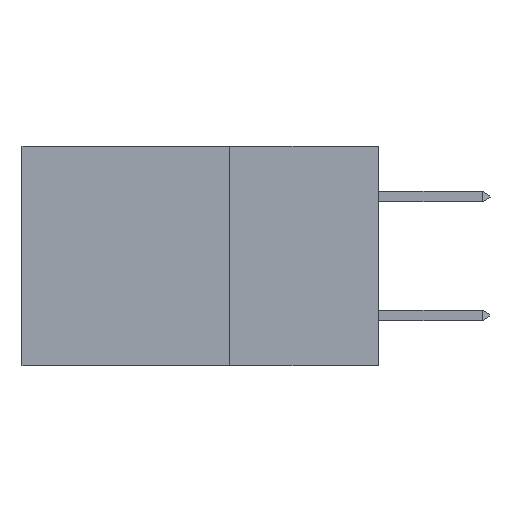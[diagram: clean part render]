
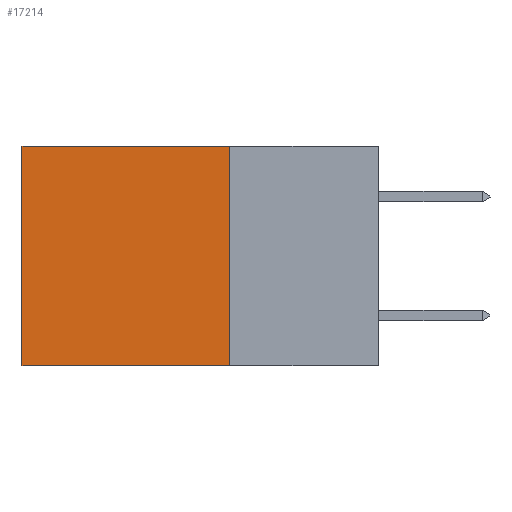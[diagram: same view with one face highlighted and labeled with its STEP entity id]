
A CAD part, left-side view. The second image highlights one B-rep face of the part: STEP entity #17214.
In plain terms, the highlighted planar face has unit normal (-1, 0, 0).
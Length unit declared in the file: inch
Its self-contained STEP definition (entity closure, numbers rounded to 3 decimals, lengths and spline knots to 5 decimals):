
#729 = EDGE_CURVE ( 'NONE', #29560, #4428, #31244, .T. ) ;
#1274 = ORIENTED_EDGE ( 'NONE', *, *, #18925, .F. ) ;
#1453 = PLANE ( 'NONE',  #18366 ) ;
#2674 = LINE ( 'NONE', #6723, #19361 ) ;
#3997 = DIRECTION ( 'NONE',  ( 0., 0., -1. ) ) ;
#4185 = DIRECTION ( 'NONE',  ( 0., 0., -1. ) ) ;
#4428 = VERTEX_POINT ( 'NONE', #22785 ) ;
#4491 = CARTESIAN_POINT ( 'NONE',  ( 0.298, 0.25, 0. ) ) ;
#6723 = CARTESIAN_POINT ( 'NONE',  ( 0.298, 0.25, 0. ) ) ;
#7444 = EDGE_LOOP ( 'NONE', ( #14099, #1274, #30394, #21700 ) ) ;
#8288 = VERTEX_POINT ( 'NONE', #4491 ) ;
#9906 = FACE_OUTER_BOUND ( 'NONE', #7444, .T. ) ;
#11335 = LINE ( 'NONE', #26082, #23758 ) ;
#11424 = CARTESIAN_POINT ( 'NONE',  ( 0.298, 0.6, 0. ) ) ;
#13119 = VECTOR ( 'NONE', #23212, 39.37008 ) ;
#14099 = ORIENTED_EDGE ( 'NONE', *, *, #729, .T. ) ;
#15113 = VERTEX_POINT ( 'NONE', #26471 ) ;
#15493 = CARTESIAN_POINT ( 'NONE',  ( 0.298, 0.25, -0.37 ) ) ;
#17214 = ADVANCED_FACE ( 'NONE', ( #9906 ), #1453, .F. ) ;
#17974 = DIRECTION ( 'NONE',  ( 0., 1., 0. ) ) ;
#18366 = AXIS2_PLACEMENT_3D ( 'NONE', #28610, #18833, #3997 ) ;
#18833 = DIRECTION ( 'NONE',  ( 1., 0., 0. ) ) ;
#18925 = EDGE_CURVE ( 'NONE', #15113, #4428, #29873, .T. ) ;
#19121 = EDGE_CURVE ( 'NONE', #8288, #29560, #11335, .T. ) ;
#19361 = VECTOR ( 'NONE', #4185, 39.37008 ) ;
#21700 = ORIENTED_EDGE ( 'NONE', *, *, #19121, .T. ) ;
#22785 = CARTESIAN_POINT ( 'NONE',  ( 0.298, 0.6, -0.37 ) ) ;
#23212 = DIRECTION ( 'NONE',  ( 0., 0., -1. ) ) ;
#23364 = VECTOR ( 'NONE', #17974, 39.37008 ) ;
#23758 = VECTOR ( 'NONE', #28505, 39.37008 ) ;
#26082 = CARTESIAN_POINT ( 'NONE',  ( 0.298, 0.25, 0. ) ) ;
#26471 = CARTESIAN_POINT ( 'NONE',  ( 0.298, 0.25, -0.37 ) ) ;
#27296 = CARTESIAN_POINT ( 'NONE',  ( 0.298, 0.6, 0. ) ) ;
#28505 = DIRECTION ( 'NONE',  ( 0., 1., 0. ) ) ;
#28610 = CARTESIAN_POINT ( 'NONE',  ( 0.298, 0.25, 0. ) ) ;
#29163 = EDGE_CURVE ( 'NONE', #8288, #15113, #2674, .T. ) ;
#29560 = VERTEX_POINT ( 'NONE', #11424 ) ;
#29873 = LINE ( 'NONE', #15493, #23364 ) ;
#30394 = ORIENTED_EDGE ( 'NONE', *, *, #29163, .F. ) ;
#31244 = LINE ( 'NONE', #27296, #13119 ) ;
